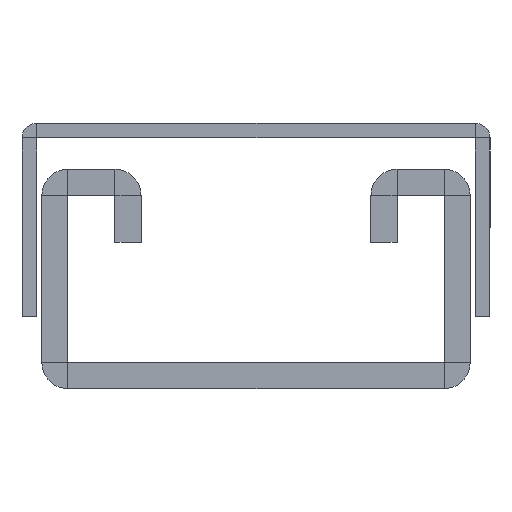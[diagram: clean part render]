
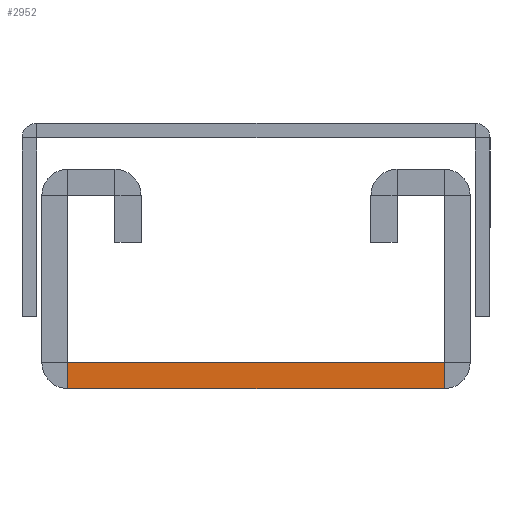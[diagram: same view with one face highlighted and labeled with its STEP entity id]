
A CAD part, left-side view. The second image highlights one B-rep face of the part: STEP entity #2952.
In plain terms, the highlighted planar face has unit normal (-1, 0, 0).
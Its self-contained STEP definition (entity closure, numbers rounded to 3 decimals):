
#26 = VECTOR ( 'NONE', #2171, 1000. ) ;
#38 = ORIENTED_EDGE ( 'NONE', *, *, #422, .T. ) ;
#183 = LINE ( 'NONE', #1822, #2856 ) ;
#288 = VERTEX_POINT ( 'NONE', #810 ) ;
#299 = ORIENTED_EDGE ( 'NONE', *, *, #2585, .T. ) ;
#372 = LINE ( 'NONE', #2890, #2613 ) ;
#416 = DIRECTION ( 'NONE',  ( 0., 1., 0. ) ) ;
#422 = EDGE_CURVE ( 'NONE', #288, #1244, #2859, .T. ) ;
#430 = ORIENTED_EDGE ( 'NONE', *, *, #1527, .F. ) ;
#527 = EDGE_LOOP ( 'NONE', ( #38, #299, #2647, #430 ) ) ;
#776 = AXIS2_PLACEMENT_3D ( 'NONE', #2225, #2872, #1947 ) ;
#781 = CARTESIAN_POINT ( 'NONE',  ( 0., -18., 0. ) ) ;
#810 = CARTESIAN_POINT ( 'NONE',  ( 0., -18., 2.5 ) ) ;
#812 = FACE_OUTER_BOUND ( 'NONE', #527, .T. ) ;
#1193 = VERTEX_POINT ( 'NONE', #781 ) ;
#1244 = VERTEX_POINT ( 'NONE', #2339 ) ;
#1327 = VERTEX_POINT ( 'NONE', #1714 ) ;
#1481 = CARTESIAN_POINT ( 'NONE',  ( 0., 0., 2.5 ) ) ;
#1527 = EDGE_CURVE ( 'NONE', #288, #1193, #183, .T. ) ;
#1714 = CARTESIAN_POINT ( 'NONE',  ( 0., 18., 0. ) ) ;
#1729 = PLANE ( 'NONE',  #776 ) ;
#1732 = LINE ( 'NONE', #2655, #2458 ) ;
#1807 = EDGE_CURVE ( 'NONE', #1193, #1327, #372, .T. ) ;
#1822 = CARTESIAN_POINT ( 'NONE',  ( 0., -18., 2.5 ) ) ;
#1947 = DIRECTION ( 'NONE',  ( 0., -1., 0. ) ) ;
#2064 = DIRECTION ( 'NONE',  ( 0., 0., -1. ) ) ;
#2171 = DIRECTION ( 'NONE',  ( 0., 1., 0. ) ) ;
#2225 = CARTESIAN_POINT ( 'NONE',  ( 0., 13.5, 18.5 ) ) ;
#2339 = CARTESIAN_POINT ( 'NONE',  ( 0., 18., 2.5 ) ) ;
#2458 = VECTOR ( 'NONE', #2673, 1000. ) ;
#2585 = EDGE_CURVE ( 'NONE', #1244, #1327, #1732, .T. ) ;
#2613 = VECTOR ( 'NONE', #416, 1000. ) ;
#2647 = ORIENTED_EDGE ( 'NONE', *, *, #1807, .F. ) ;
#2655 = CARTESIAN_POINT ( 'NONE',  ( 0., 18., 2.5 ) ) ;
#2673 = DIRECTION ( 'NONE',  ( 0., 0., -1. ) ) ;
#2856 = VECTOR ( 'NONE', #2064, 1000. ) ;
#2859 = LINE ( 'NONE', #1481, #26 ) ;
#2872 = DIRECTION ( 'NONE',  ( -1., 0., 0. ) ) ;
#2890 = CARTESIAN_POINT ( 'NONE',  ( 0., 0., 0. ) ) ;
#2952 = ADVANCED_FACE ( 'NONE', ( #812 ), #1729, .T. ) ;
